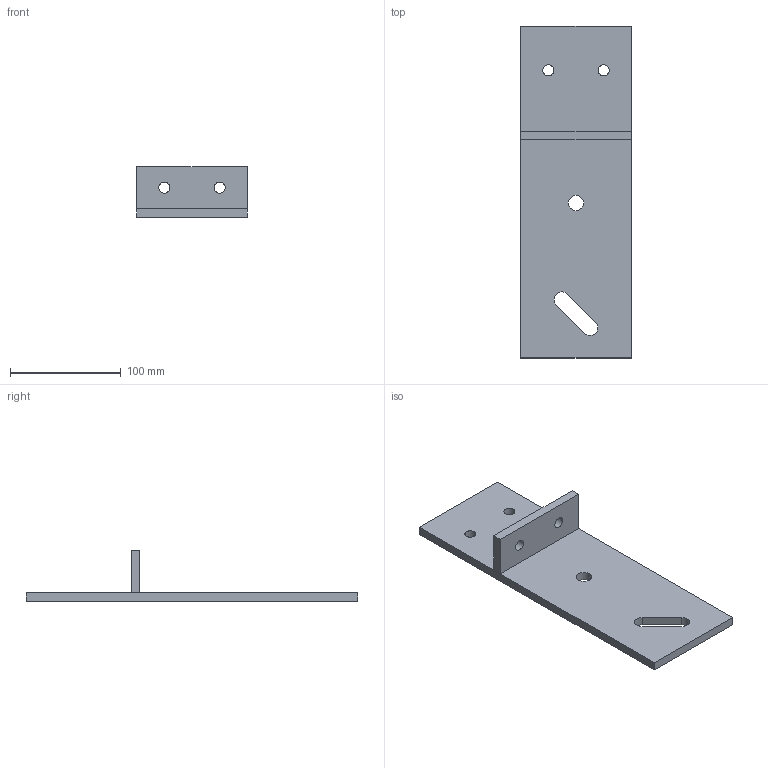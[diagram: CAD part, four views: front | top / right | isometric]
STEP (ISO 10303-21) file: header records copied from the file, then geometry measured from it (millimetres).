
FILE_DESCRIPTION(('Open CASCADE Model'),'2;1');
FILE_NAME('Open CASCADE Shape Model','2024-12-09T07:03:28',('Author'),( 'Open CASCADE'),'Open CASCADE STEP processor 7.3','Open CASCADE 7.3' ,'Unknown');
FILE_SCHEMA(('AUTOMOTIVE_DESIGN { 1 0 10303 214 1 1 1 1 }'));
Length unit declared in the file: millimetre
Products named in the file (2): product-f5f284dd-a1c2-4a2c-b6d2-bf0256263112-body 1; product-141e7193-1130-49b9-bf21-a06c509fce94-body 2
Bounding box: 100 x 300 x 46 mm (x, y, z)
Volume: 261391.7 mm3; surface area: 76241 mm2
Topology: 2 solids, 2 shells, 21 faces, 51 edges, 34 vertices
Faces by surface type: plane 14, cylinder 7
Full cylindrical faces by diameter (mm): 10 x4, 14 x1
Entity records: 1317 total; most frequent: CARTESIAN_POINT 279, DIRECTION 176, ORIENTED_EDGE 102, PCURVE 102, DEFINITIONAL_REPRESENTATION 102, LINE 97, VECTOR 97, EDGE_CURVE 51
